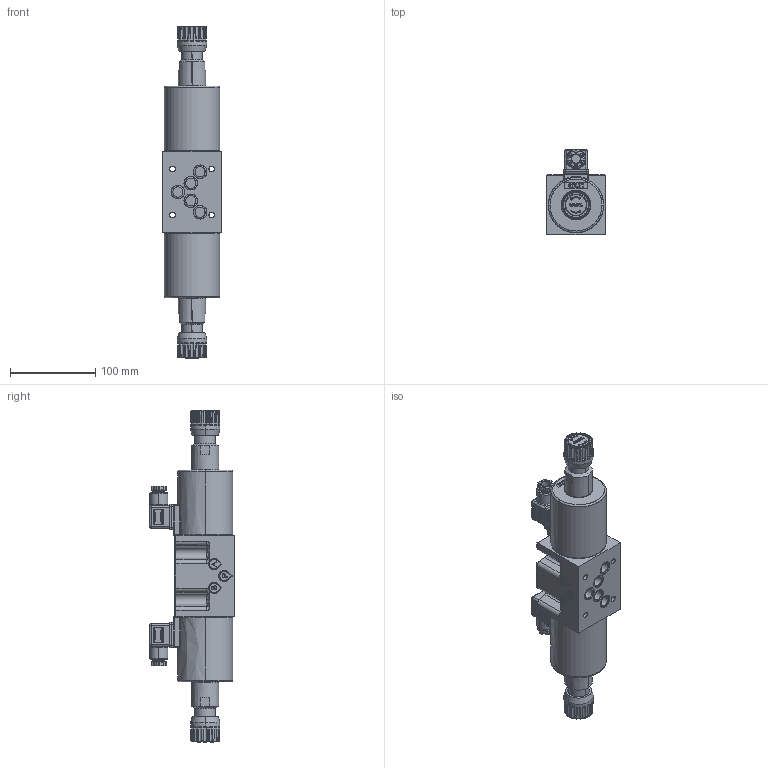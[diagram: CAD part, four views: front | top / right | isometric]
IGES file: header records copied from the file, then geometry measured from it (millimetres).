
Start section: SolidWorks IGES file using analytic representation for surfaces
Global section: file name: AD5E--C-P12.igs; native system: SolidWorks 2012; preprocessor: SolidWorks 2012; author: serviziopdm; date: 131014.122846; units: millimetre
Bounding box: 69 x 100 x 389.5 mm (x, y, z)
Surface area: 138958.4 mm2 (no closed solid volume)
Topology: 0 solids, 0 shells, 1435 faces, 18782 edges, 18741 vertices
Faces by surface type: bspline 895, revolution 540
